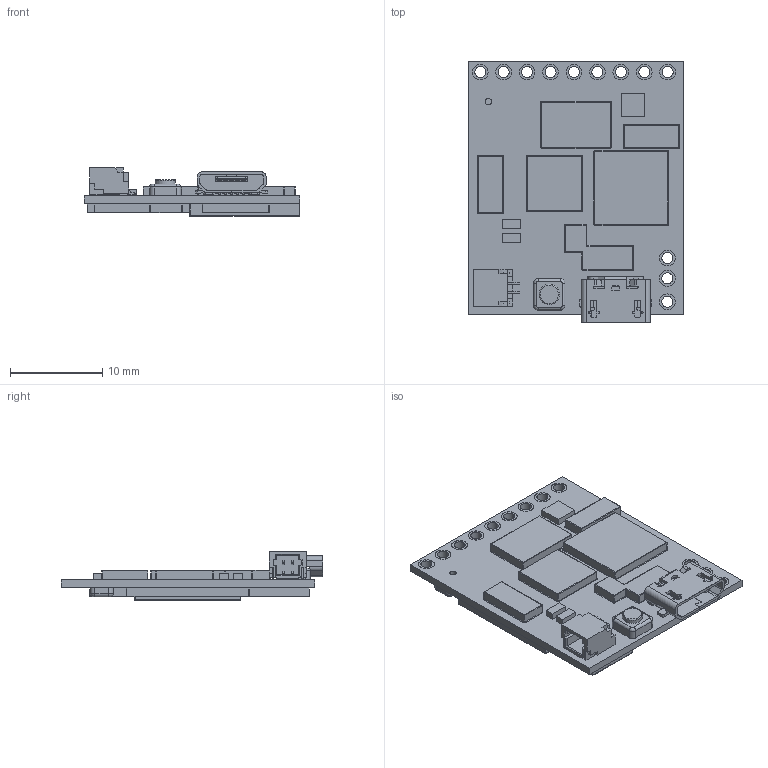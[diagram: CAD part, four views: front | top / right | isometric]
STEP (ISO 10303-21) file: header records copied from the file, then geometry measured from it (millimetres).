
FILE_DESCRIPTION (( 'STEP AP214' ), '1' );
FILE_NAME ('PionEar_asistent_Syntiant modul_konektory_sestava.STEP', '2022-11-10T13:39:28', ( '' ), ( '' ), 'SwSTEP 2.0', 'SolidWorks 2011', '' );
FILE_SCHEMA (( 'AUTOMOTIVE_DESIGN' ));
Length unit declared in the file: millimetre
Products named in the file (4): Molex_microUSB_upraveny_pro_Syntiant_Tiny_ML; PionEar_asistent_Syntiant modul; PionEar_asistent_Syntiant modul_konektory_sestava; SM2B-SRSS-TB
Assembly tree (3 placements, depth 2):
  PionEar_asistent_Syntiant modul_konektory_sestava
    Molex_microUSB_upraveny_pro_Syntiant_Tiny_ML
    PionEar_asistent_Syntiant modul
    SM2B-SRSS-TB
Bounding box: 23.4 x 28.4 x 5.3 mm (x, y, z)
Volume: 1062.1 mm3; surface area: 2483.7 mm2
Topology: 13 solids, 13 shells, 1017 faces, 2661 edges, 1648 vertices
Faces by surface type: plane 555, cylinder 354, torus 50, sphere 40, bspline 18
Entity records: 39716 total; most frequent: CARTESIAN_POINT 5689, DIRECTION 5298, ORIENTED_EDGE 5230, EDGE_CURVE 2615, LINE 1816, VECTOR 1816, AXIS2_PLACEMENT_3D 1741, VERTEX_POINT 1648
